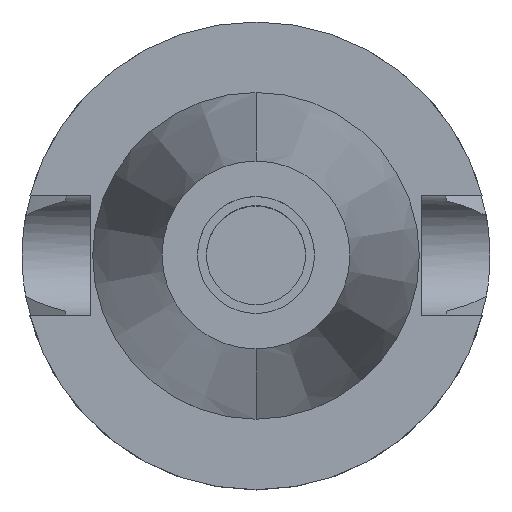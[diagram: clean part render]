
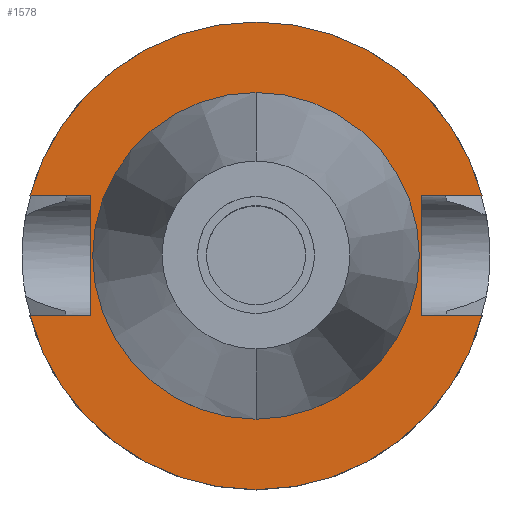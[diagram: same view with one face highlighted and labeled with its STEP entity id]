
A CAD part, top view. The second image highlights one B-rep face of the part: STEP entity #1578.
In plain terms, the highlighted planar face has unit normal (0, 0, 1).
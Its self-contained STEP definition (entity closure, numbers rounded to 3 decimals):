
#170=DIRECTION('',(0.,1.,0.));
#171=VECTOR('',#170,25.7);
#172=CARTESIAN_POINT('',(-35.4,-12.85,-3.));
#173=LINE('',#172,#171);
#177=DIRECTION('',(-1.,0.,0.));
#178=VECTOR('',#177,12.921);
#179=CARTESIAN_POINT('',(-35.4,12.85,-3.));
#180=LINE('',#179,#178);
#184=CARTESIAN_POINT('',(0.,0.,-3.));
#185=DIRECTION('',(0.,0.,-1.));
#186=DIRECTION('',(-0.966,0.257,0.));
#187=AXIS2_PLACEMENT_3D('',#184,#185,#186);
#192=CARTESIAN_POINT('',(0.,0.,-3.));
#193=DIRECTION('',(0.,0.,-1.));
#194=DIRECTION('',(0.,1.,0.));
#195=AXIS2_PLACEMENT_3D('',#192,#193,#194);
#200=DIRECTION('',(0.,-1.,0.));
#201=VECTOR('',#200,25.7);
#202=CARTESIAN_POINT('',(35.4,12.85,-3.));
#203=LINE('',#202,#201);
#207=DIRECTION('',(1.,0.,0.));
#208=VECTOR('',#207,12.921);
#209=CARTESIAN_POINT('',(35.4,-12.85,-3.));
#210=LINE('',#209,#208);
#214=CARTESIAN_POINT('',(0.,0.,-3.));
#215=DIRECTION('',(0.,0.,-1.));
#216=DIRECTION('',(0.966,-0.257,0.));
#217=AXIS2_PLACEMENT_3D('',#214,#215,#216);
#222=CARTESIAN_POINT('',(0.,0.,-3.));
#223=DIRECTION('',(0.,0.,-1.));
#224=DIRECTION('',(0.,-1.,0.));
#225=AXIS2_PLACEMENT_3D('',#222,#223,#224);
#230=CARTESIAN_POINT('',(0.,0.,-3.));
#231=DIRECTION('',(0.,0.,1.));
#232=DIRECTION('',(0.,1.,0.));
#233=AXIS2_PLACEMENT_3D('',#230,#231,#232);
#238=CARTESIAN_POINT('',(0.,0.,-3.));
#239=DIRECTION('',(0.,0.,1.));
#240=DIRECTION('',(0.,-1.,0.));
#241=AXIS2_PLACEMENT_3D('',#238,#239,#240);
#276=DIRECTION('',(-1.,0.,0.));
#277=VECTOR('',#276,12.921);
#278=CARTESIAN_POINT('',(-35.4,-12.85,-3.));
#279=LINE('',#278,#277);
#1039=DIRECTION('',(1.,0.,0.));
#1040=VECTOR('',#1039,12.921);
#1041=CARTESIAN_POINT('',(35.4,12.85,-3.));
#1042=LINE('',#1041,#1040);
#1222=CARTESIAN_POINT('',(0.,34.925,-3.));
#1223=VERTEX_POINT('',#1222);
#1224=CARTESIAN_POINT('',(0.,-34.925,-3.));
#1225=VERTEX_POINT('',#1224);
#1226=CARTESIAN_POINT('',(-35.4,-12.85,-3.));
#1227=CARTESIAN_POINT('',(-35.4,12.85,-3.));
#1228=VERTEX_POINT('',#1226);
#1229=VERTEX_POINT('',#1227);
#1230=CARTESIAN_POINT('',(-48.321,12.85,-3.));
#1231=VERTEX_POINT('',#1230);
#1232=CARTESIAN_POINT('',(0.,50.,-3.));
#1233=CARTESIAN_POINT('',(48.321,12.85,-3.));
#1234=VERTEX_POINT('',#1232);
#1235=VERTEX_POINT('',#1233);
#1236=CARTESIAN_POINT('',(35.4,12.85,-3.));
#1237=VERTEX_POINT('',#1236);
#1238=CARTESIAN_POINT('',(35.4,-12.85,-3.));
#1239=VERTEX_POINT('',#1238);
#1240=CARTESIAN_POINT('',(48.321,-12.85,-3.));
#1241=VERTEX_POINT('',#1240);
#1242=CARTESIAN_POINT('',(0.,-50.,-3.));
#1243=CARTESIAN_POINT('',(-48.321,-12.85,-3.));
#1244=VERTEX_POINT('',#1242);
#1245=VERTEX_POINT('',#1243);
#1547=CARTESIAN_POINT('',(0.,0.,-3.));
#1548=DIRECTION('',(0.,0.,-1.));
#1549=DIRECTION('',(0.,-1.,0.));
#1550=AXIS2_PLACEMENT_3D('',#1547,#1548,#1549);
#1551=PLANE('',#1550);
#1553=ORIENTED_EDGE('',*,*,#1552,.T.);
#1555=ORIENTED_EDGE('',*,*,#1554,.T.);
#1557=ORIENTED_EDGE('',*,*,#1556,.T.);
#1559=ORIENTED_EDGE('',*,*,#1558,.T.);
#1561=ORIENTED_EDGE('',*,*,#1560,.F.);
#1563=ORIENTED_EDGE('',*,*,#1562,.T.);
#1565=ORIENTED_EDGE('',*,*,#1564,.T.);
#1567=ORIENTED_EDGE('',*,*,#1566,.T.);
#1569=ORIENTED_EDGE('',*,*,#1568,.T.);
#1571=ORIENTED_EDGE('',*,*,#1570,.F.);
#1572=EDGE_LOOP('',(#1553,#1555,#1557,#1559,#1561,#1563,#1565,#1567,#1569,
#1571));
#1573=FACE_OUTER_BOUND('',#1572,.F.);
#1574=ORIENTED_EDGE('',*,*,#1529,.T.);
#1575=ORIENTED_EDGE('',*,*,#1540,.T.);
#1576=EDGE_LOOP('',(#1574,#1575));
#1577=FACE_BOUND('',#1576,.F.);
#188=CIRCLE('',#187,50.);
#196=CIRCLE('',#195,50.);
#218=CIRCLE('',#217,50.);
#226=CIRCLE('',#225,50.);
#234=CIRCLE('',#233,34.925);
#242=CIRCLE('',#241,34.925);
#1529=EDGE_CURVE('',#1223,#1225,#234,.T.);
#1540=EDGE_CURVE('',#1225,#1223,#242,.T.);
#1552=EDGE_CURVE('',#1228,#1229,#173,.T.);
#1554=EDGE_CURVE('',#1229,#1231,#180,.T.);
#1556=EDGE_CURVE('',#1231,#1234,#188,.T.);
#1558=EDGE_CURVE('',#1234,#1235,#196,.T.);
#1560=EDGE_CURVE('',#1237,#1235,#1042,.T.);
#1562=EDGE_CURVE('',#1237,#1239,#203,.T.);
#1564=EDGE_CURVE('',#1239,#1241,#210,.T.);
#1566=EDGE_CURVE('',#1241,#1244,#218,.T.);
#1568=EDGE_CURVE('',#1244,#1245,#226,.T.);
#1570=EDGE_CURVE('',#1228,#1245,#279,.T.);
#1578=ADVANCED_FACE('',(#1573,#1577),#1551,.F.);
